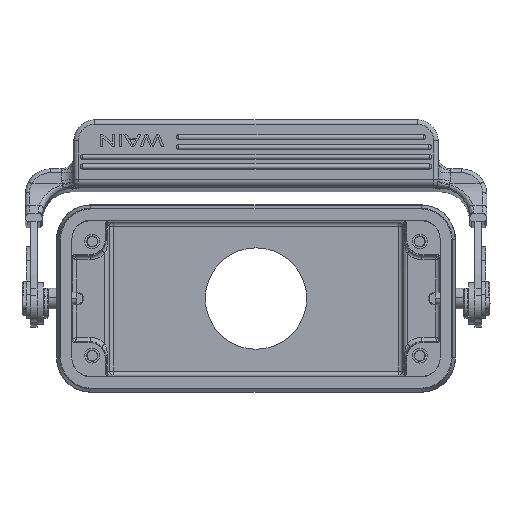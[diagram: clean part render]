
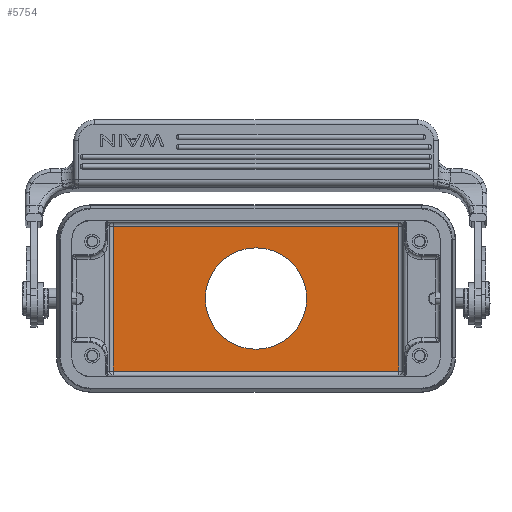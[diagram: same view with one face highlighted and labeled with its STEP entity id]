
A CAD part, front view. The second image highlights one B-rep face of the part: STEP entity #5754.
In plain terms, the highlighted planar face has unit normal (0, -1, 0).
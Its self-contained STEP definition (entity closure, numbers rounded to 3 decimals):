
#3132=FACE_BOUND('',#8808,.T.);
#3133=FACE_BOUND('',#8809,.T.);
#4818=PLANE('',#26968);
#5754=ADVANCED_FACE('',(#3132,#3133),#4818,.F.);
#8808=EDGE_LOOP('',(#13243));
#8809=EDGE_LOOP('',(#13244,#13245,#13246,#13247));
#9934=CIRCLE('',#26967,12.);
#13243=ORIENTED_EDGE('',*,*,#21025,.T.);
#13244=ORIENTED_EDGE('',*,*,#21026,.T.);
#13245=ORIENTED_EDGE('',*,*,#21027,.T.);
#13246=ORIENTED_EDGE('',*,*,#21024,.T.);
#13247=ORIENTED_EDGE('',*,*,#21028,.T.);
#18165=VERTEX_POINT('',#38939);
#18213=VERTEX_POINT('',#39479);
#18214=VERTEX_POINT('',#39485);
#18215=VERTEX_POINT('',#39487);
#18216=VERTEX_POINT('',#39488);
#21024=EDGE_CURVE('',#18165,#18213,#23782,.T.);
#21025=EDGE_CURVE('',#18214,#18214,#9934,.T.);
#21026=EDGE_CURVE('',#18215,#18216,#23783,.T.);
#21027=EDGE_CURVE('',#18216,#18165,#23784,.T.);
#21028=EDGE_CURVE('',#18213,#18215,#23785,.T.);
#23782=LINE('',#39482,#25415);
#23783=LINE('',#39486,#25416);
#23784=LINE('',#39489,#25417);
#23785=LINE('',#39490,#25418);
#25415=VECTOR('',#30851,1.);
#25416=VECTOR('',#30856,1.);
#25417=VECTOR('',#30857,1.);
#25418=VECTOR('',#30858,1.);
#26967=AXIS2_PLACEMENT_3D('',#39484,#30854,#30855);
#26968=AXIS2_PLACEMENT_3D('',#39491,#30859,#30860);
#30851=DIRECTION('',(0.,0.,1.));
#30854=DIRECTION('',(0.,1.,0.));
#30855=DIRECTION('',(0.,0.,1.));
#30856=DIRECTION('',(0.,0.,-1.));
#30857=DIRECTION('',(1.,0.,0.));
#30858=DIRECTION('',(-1.,0.,0.));
#30859=DIRECTION('',(0.,1.,0.));
#30860=DIRECTION('',(-1.,0.,0.));
#38939=CARTESIAN_POINT('',(33.75,42.,-17.142));
#39479=CARTESIAN_POINT('',(33.75,42.,17.142));
#39482=CARTESIAN_POINT('',(33.75,42.,-17.142));
#39484=CARTESIAN_POINT('',(0.,42.,0.));
#39485=CARTESIAN_POINT('',(0.,42.,12.));
#39486=CARTESIAN_POINT('',(-33.75,42.,17.142));
#39487=CARTESIAN_POINT('',(-33.75,42.,17.142));
#39488=CARTESIAN_POINT('',(-33.75,42.,-17.142));
#39489=CARTESIAN_POINT('',(-33.75,42.,-17.142));
#39490=CARTESIAN_POINT('',(33.75,42.,17.142));
#39491=CARTESIAN_POINT('',(43.75,42.,-18.5));
